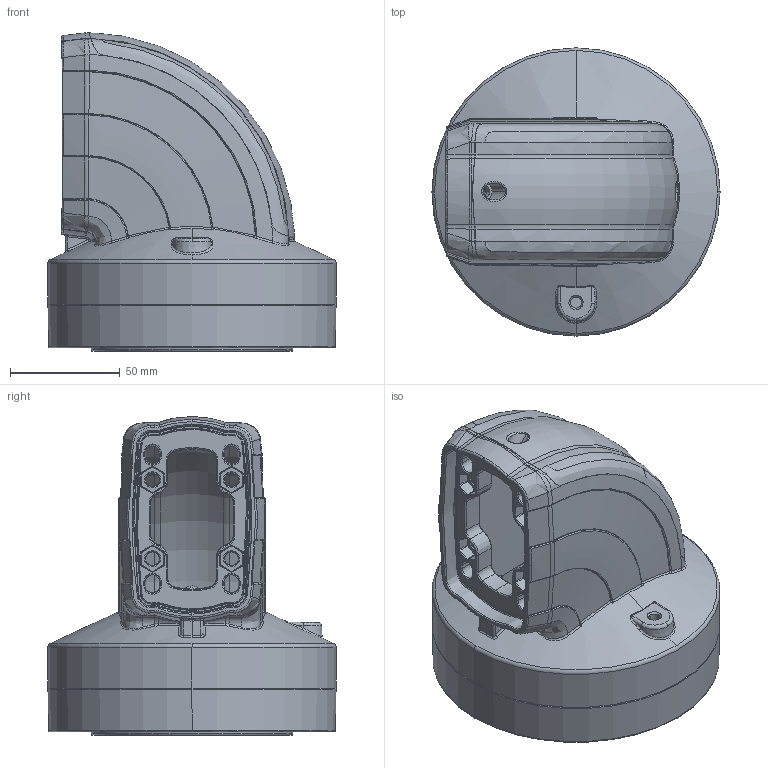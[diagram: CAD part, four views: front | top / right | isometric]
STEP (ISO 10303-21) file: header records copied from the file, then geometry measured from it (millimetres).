
FILE_DESCRIPTION (( 'STEP AP203' ), '1' );
FILE_NAME ('400.STEP', '2016-05-05T12:35:19', ( '' ), ( '' ), 'SwSTEP 2.0', 'SolidWorks 2013', '' );
FILE_SCHEMA (( 'CONFIG_CONTROL_DESIGN' ));
Length unit declared in the file: millimetre
Products named in the file (1): 400
Bounding box: 131.35 x 131.35 x 145.22 mm (x, y, z)
Volume: 590456.4 mm3; surface area: 115115.1 mm2
Topology: 2 solids, 11 shells, 1580 faces, 3851 edges, 2294 vertices
Faces by surface type: bspline 626, cone 288, torus 238, plane 219, cylinder 183, sphere 26
Entity records: 73876 total; most frequent: CARTESIAN_POINT 41924, ORIENTED_EDGE 7594, DIRECTION 5517, EDGE_CURVE 3797, AXIS2_PLACEMENT_3D 2446, VERTEX_POINT 2294, EDGE_LOOP 1659, ADVANCED_FACE 1580
